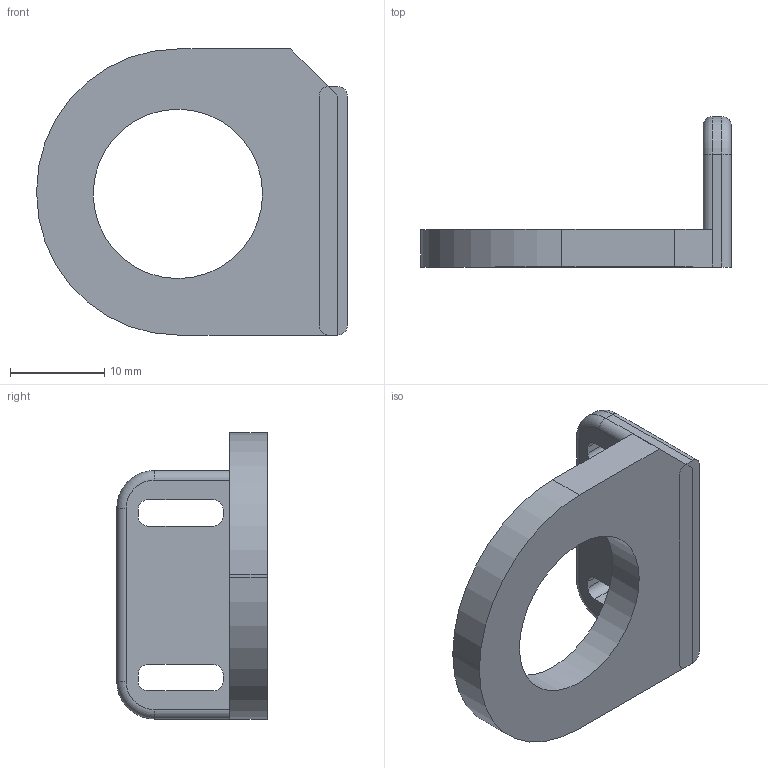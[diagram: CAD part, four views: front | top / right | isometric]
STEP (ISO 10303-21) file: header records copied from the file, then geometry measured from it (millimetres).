
FILE_DESCRIPTION(('FreeCAD Model'),'2;1');
FILE_NAME('M18 sensor.step','2020-08-29T16:53:25',('Author'),(''), 'Open CASCADE STEP processor 7.3','FreeCAD','Unknown');
FILE_SCHEMA(('AUTOMOTIVE_DESIGN { 1 0 10303 214 1 1 1 1 }'));
Length unit declared in the file: millimetre
Products named in the file (1): Cut002
Bounding box: 33 x 16 x 30.4 mm (x, y, z)
Volume: 3306.8 mm3; surface area: 2616.1 mm2
Topology: 1 solids, 1 shells, 45 faces, 117 edges, 74 vertices
Faces by surface type: plane 22, cylinder 19, torus 4
Full cylindrical faces by diameter (mm): 18 x1
Entity records: 3219 total; most frequent: CARTESIAN_POINT 581, DIRECTION 427, ORIENTED_EDGE 234, PCURVE 234, DEFINITIONAL_REPRESENTATION 234, LINE 223, VECTOR 223, EDGE_CURVE 117
